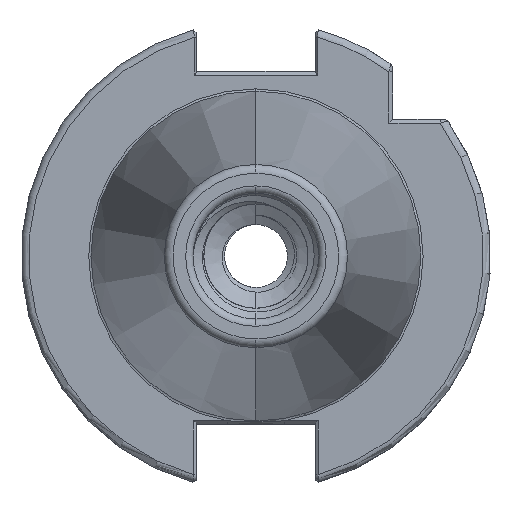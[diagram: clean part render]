
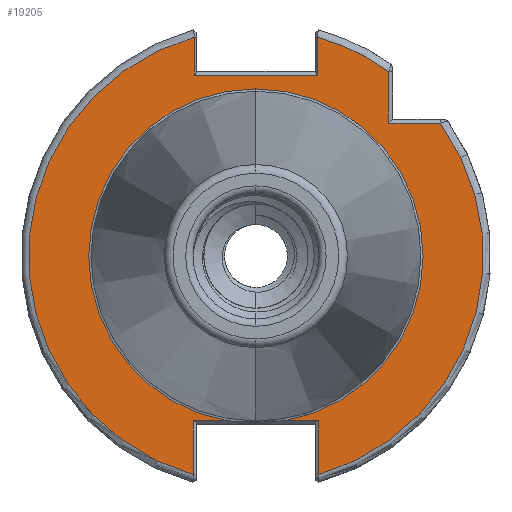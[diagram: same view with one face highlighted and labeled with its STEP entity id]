
A CAD part, left-side view. The second image highlights one B-rep face of the part: STEP entity #19205.
In plain terms, the highlighted planar face has unit normal (-1, 0, 0).
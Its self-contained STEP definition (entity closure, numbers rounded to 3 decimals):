
#347 = PLANE ( 'NONE',  #805 ) ;
#349 = CARTESIAN_POINT ( 'NONE',  ( 0., 22.692, 0. ) ) ;
#390 = DIRECTION ( 'NONE',  ( 0., 0., -1. ) ) ;
#391 = DIRECTION ( 'NONE',  ( 1., 0., 0. ) ) ;
#482 = AXIS2_PLACEMENT_3D ( 'NONE', #17240, #17243, #17269 ) ;
#531 = AXIS2_PLACEMENT_3D ( 'NONE', #17247, #17253, #17248 ) ;
#548 = CARTESIAN_POINT ( 'NONE',  ( 0., 0., 0. ) ) ;
#579 = DIRECTION ( 'NONE',  ( 0., 0., -1. ) ) ;
#601 = CARTESIAN_POINT ( 'NONE',  ( 0., -8.451, 0. ) ) ;
#621 = DIRECTION ( 'NONE',  ( 1., 0., 0. ) ) ;
#623 = DIRECTION ( 'NONE',  ( 0., 0., -1. ) ) ;
#679 = DIRECTION ( 'NONE',  ( 0., 0., 1. ) ) ;
#681 = DIRECTION ( 'NONE',  ( 0., 0., 1. ) ) ;
#685 = CARTESIAN_POINT ( 'NONE',  ( 0., -18., 24.594 ) ) ;
#691 = CARTESIAN_POINT ( 'NONE',  ( 0., 8.451, 0. ) ) ;
#721 = AXIS2_PLACEMENT_3D ( 'NONE', #11836, #11828, #11837 ) ;
#805 = AXIS2_PLACEMENT_3D ( 'NONE', #349, #391, #390 ) ;
#808 = AXIS2_PLACEMENT_3D ( 'NONE', #21149, #21114, #21122 ) ;
#817 = AXIS2_PLACEMENT_3D ( 'NONE', #548, #621, #623 ) ;
#3260 = VERTEX_POINT ( 'NONE', #5744 ) ;
#4782 = CIRCLE ( 'NONE', #482, 30.775 ) ;
#4788 = VECTOR ( 'NONE', #20999, 1000. ) ;
#4800 = LINE ( 'NONE', #21019, #4802 ) ;
#4802 = VECTOR ( 'NONE', #21041, 1000. ) ;
#4807 = CIRCLE ( 'NONE', #531, 30.775 ) ;
#4809 = LINE ( 'NONE', #20983, #4788 ) ;
#4814 = VECTOR ( 'NONE', #20974, 1000. ) ;
#4820 = LINE ( 'NONE', #17293, #4824 ) ;
#4821 = LINE ( 'NONE', #20970, #4814 ) ;
#4824 = VECTOR ( 'NONE', #17286, 1000. ) ;
#5020 = CIRCLE ( 'NONE', #721, 22.627 ) ;
#5383 = FACE_OUTER_BOUND ( 'NONE', #16262, .T. ) ;
#5441 = CIRCLE ( 'NONE', #817, 22.627 ) ;
#5448 = VECTOR ( 'NONE', #579, 1000. ) ;
#5515 = LINE ( 'NONE', #601, #5448 ) ;
#5530 = LINE ( 'NONE', #21084, #5604 ) ;
#5536 = LINE ( 'NONE', #685, #5541 ) ;
#5541 = VECTOR ( 'NONE', #679, 1000. ) ;
#5560 = LINE ( 'NONE', #20769, #5573 ) ;
#5569 = LINE ( 'NONE', #691, #5601 ) ;
#5573 = VECTOR ( 'NONE', #20731, 1000. ) ;
#5596 = CIRCLE ( 'NONE', #808, 30.775 ) ;
#5601 = VECTOR ( 'NONE', #681, 1000. ) ;
#5604 = VECTOR ( 'NONE', #21086, 1000. ) ;
#5744 = CARTESIAN_POINT ( 'NONE',  ( 0., -24.962, 18. ) ) ;
#5897 = CARTESIAN_POINT ( 'NONE',  ( 0., 8.335, 29.625 ) ) ;
#5915 = CARTESIAN_POINT ( 'NONE',  ( 0., -8.335, 24.5 ) ) ;
#5991 = CARTESIAN_POINT ( 'NONE',  ( 0., -18., 24.962 ) ) ;
#6017 = CARTESIAN_POINT ( 'NONE',  ( 0., 0., 22.627 ) ) ;
#6021 = CARTESIAN_POINT ( 'NONE',  ( 0., -8.335, 29.625 ) ) ;
#6047 = CARTESIAN_POINT ( 'NONE',  ( 0., 8.451, -29.592 ) ) ;
#6095 = CARTESIAN_POINT ( 'NONE',  ( 0., -3.833, -22.3 ) ) ;
#6135 = CARTESIAN_POINT ( 'NONE',  ( 0., 8.335, 24.5 ) ) ;
#6166 = CARTESIAN_POINT ( 'NONE',  ( 0., -18., 18. ) ) ;
#7578 = ORIENTED_EDGE ( 'NONE', *, *, #22593, .T. ) ;
#7595 = ORIENTED_EDGE ( 'NONE', *, *, #22576, .T. ) ;
#7608 = ORIENTED_EDGE ( 'NONE', *, *, #22561, .T. ) ;
#7656 = ORIENTED_EDGE ( 'NONE', *, *, #22756, .T. ) ;
#7684 = ORIENTED_EDGE ( 'NONE', *, *, #22763, .T. ) ;
#7710 = ORIENTED_EDGE ( 'NONE', *, *, #22578, .T. ) ;
#7714 = ORIENTED_EDGE ( 'NONE', *, *, #22713, .T. ) ;
#7777 = VERTEX_POINT ( 'NONE', #5915 ) ;
#7792 = VERTEX_POINT ( 'NONE', #6021 ) ;
#7818 = VERTEX_POINT ( 'NONE', #6017 ) ;
#7831 = VERTEX_POINT ( 'NONE', #5991 ) ;
#7855 = VERTEX_POINT ( 'NONE', #5897 ) ;
#7900 = VERTEX_POINT ( 'NONE', #6095 ) ;
#7940 = VERTEX_POINT ( 'NONE', #6047 ) ;
#7964 = VERTEX_POINT ( 'NONE', #6135 ) ;
#8128 = ORIENTED_EDGE ( 'NONE', *, *, #22653, .T. ) ;
#8138 = ORIENTED_EDGE ( 'NONE', *, *, #22707, .T. ) ;
#8153 = ORIENTED_EDGE ( 'NONE', *, *, #22570, .T. ) ;
#8163 = ORIENTED_EDGE ( 'NONE', *, *, #17507, .T. ) ;
#8166 = ORIENTED_EDGE ( 'NONE', *, *, #22771, .T. ) ;
#8168 = ORIENTED_EDGE ( 'NONE', *, *, #22602, .T. ) ;
#8176 = ORIENTED_EDGE ( 'NONE', *, *, #22716, .T. ) ;
#9089 = VERTEX_POINT ( 'NONE', #6166 ) ;
#11828 = DIRECTION ( 'NONE',  ( 1., 0., 0. ) ) ;
#11836 = CARTESIAN_POINT ( 'NONE',  ( 0., 0., 0. ) ) ;
#11837 = DIRECTION ( 'NONE',  ( 0., 0., -1. ) ) ;
#16262 = EDGE_LOOP ( 'NONE', ( #8138, #7710, #7684, #8128, #7578, #8166, #7656, #7595, #8176, #7608, #8163, #7714, #8153, #8168 ) ) ;
#17240 = CARTESIAN_POINT ( 'NONE',  ( 0., 0., 0. ) ) ;
#17243 = DIRECTION ( 'NONE',  ( -1., 0., 0. ) ) ;
#17247 = CARTESIAN_POINT ( 'NONE',  ( 0., 0., 0. ) ) ;
#17248 = DIRECTION ( 'NONE',  ( 0., 0., -1. ) ) ;
#17253 = DIRECTION ( 'NONE',  ( -1., 0., 0. ) ) ;
#17269 = DIRECTION ( 'NONE',  ( 0., 0., -1. ) ) ;
#17286 = DIRECTION ( 'NONE',  ( 0., 0., 1. ) ) ;
#17293 = CARTESIAN_POINT ( 'NONE',  ( 0., 8.335, 29.704 ) ) ;
#17507 = EDGE_CURVE ( 'NONE', #7818, #7900, #5020, .T. ) ;
#18219 = VERTEX_POINT ( 'NONE', #25847 ) ;
#18220 = VERTEX_POINT ( 'NONE', #25892 ) ;
#18245 = VERTEX_POINT ( 'NONE', #25927 ) ;
#18250 = VERTEX_POINT ( 'NONE', #25928 ) ;
#19205 = ADVANCED_FACE ( 'NONE', ( #5383 ), #347, .F. ) ;
#20731 = DIRECTION ( 'NONE',  ( 0., 0., -1. ) ) ;
#20769 = CARTESIAN_POINT ( 'NONE',  ( 0., -8.335, 25. ) ) ;
#20970 = CARTESIAN_POINT ( 'NONE',  ( 0., -18.5, 18. ) ) ;
#20974 = DIRECTION ( 'NONE',  ( 0., 1., 0. ) ) ;
#20983 = CARTESIAN_POINT ( 'NONE',  ( 0., 22.692, -22.3 ) ) ;
#20999 = DIRECTION ( 'NONE',  ( 0., -1., 0. ) ) ;
#21019 = CARTESIAN_POINT ( 'NONE',  ( 0., 22.692, -22.3 ) ) ;
#21041 = DIRECTION ( 'NONE',  ( 0., -1., 0. ) ) ;
#21084 = CARTESIAN_POINT ( 'NONE',  ( 0., 8.05, 24.5 ) ) ;
#21086 = DIRECTION ( 'NONE',  ( 0., 1., 0. ) ) ;
#21114 = DIRECTION ( 'NONE',  ( -1., 0., 0. ) ) ;
#21122 = DIRECTION ( 'NONE',  ( 0., 0., -1. ) ) ;
#21149 = CARTESIAN_POINT ( 'NONE',  ( 0., 0., 0. ) ) ;
#22561 = EDGE_CURVE ( 'NONE', #18245, #7818, #5441, .T. ) ;
#22570 = EDGE_CURVE ( 'NONE', #18220, #18250, #5515, .T. ) ;
#22576 = EDGE_CURVE ( 'NONE', #7940, #18219, #5569, .T. ) ;
#22578 = EDGE_CURVE ( 'NONE', #9089, #7831, #5536, .T. ) ;
#22593 = EDGE_CURVE ( 'NONE', #7777, #7964, #5530, .T. ) ;
#22602 = EDGE_CURVE ( 'NONE', #18250, #3260, #5596, .T. ) ;
#22653 = EDGE_CURVE ( 'NONE', #7792, #7777, #5560, .T. ) ;
#22707 = EDGE_CURVE ( 'NONE', #3260, #9089, #4821, .T. ) ;
#22713 = EDGE_CURVE ( 'NONE', #7900, #18220, #4809, .T. ) ;
#22716 = EDGE_CURVE ( 'NONE', #18219, #18245, #4800, .T. ) ;
#22756 = EDGE_CURVE ( 'NONE', #7855, #7940, #4807, .T. ) ;
#22763 = EDGE_CURVE ( 'NONE', #7831, #7792, #4782, .T. ) ;
#22771 = EDGE_CURVE ( 'NONE', #7964, #7855, #4820, .T. ) ;
#25847 = CARTESIAN_POINT ( 'NONE',  ( 0., 8.451, -22.3 ) ) ;
#25892 = CARTESIAN_POINT ( 'NONE',  ( 0., -8.451, -22.3 ) ) ;
#25927 = CARTESIAN_POINT ( 'NONE',  ( 0., 3.833, -22.3 ) ) ;
#25928 = CARTESIAN_POINT ( 'NONE',  ( 0., -8.451, -29.592 ) ) ;
